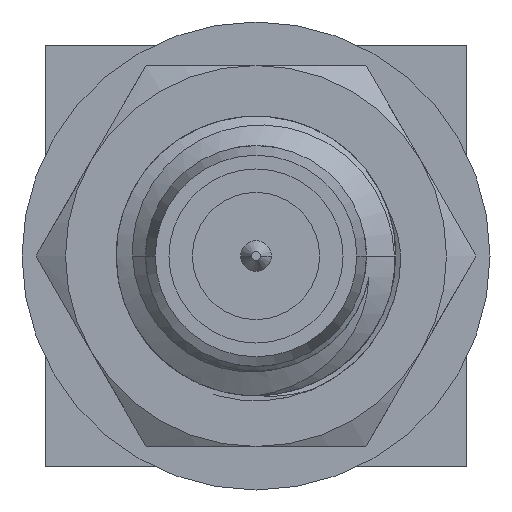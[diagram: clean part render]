
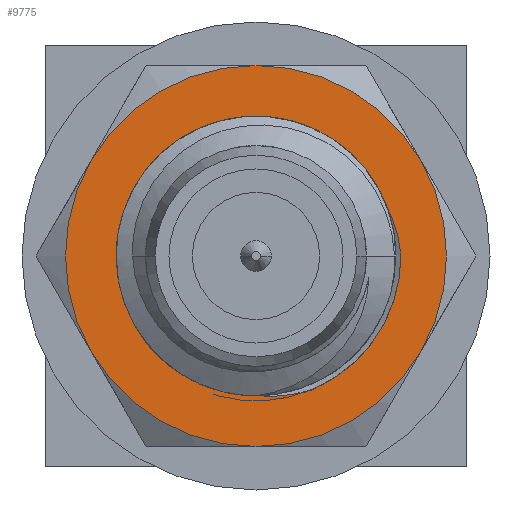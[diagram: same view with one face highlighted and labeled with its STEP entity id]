
A CAD part, left-side view. The second image highlights one B-rep face of the part: STEP entity #9775.
In plain terms, the highlighted planar face has unit normal (-1, 0, 0).
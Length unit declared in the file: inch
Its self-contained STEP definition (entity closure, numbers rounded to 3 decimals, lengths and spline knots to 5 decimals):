
#1991=CARTESIAN_POINT('',(0.43228,0.07772,
-0.04874));
#1992=CARTESIAN_POINT('',(0.43228,0.07866,
-0.04686));
#1993=CARTESIAN_POINT('',(0.43228,0.08041,
-0.04306));
#1994=CARTESIAN_POINT('',(0.43228,0.08264,
-0.03719));
#1995=CARTESIAN_POINT('',(0.43228,0.08384,
-0.03322));
#1996=CARTESIAN_POINT('',(0.43228,0.08437,
-0.03122));
#2317=CARTESIAN_POINT('',(0.43228,0.,0.));
#2318=DIRECTION('',(-1.,0.,0.));
#2319=DIRECTION('',(0.,-0.866,0.5));
#2320=AXIS2_PLACEMENT_3D('',#2317,#2318,#2319);
#2322=CARTESIAN_POINT('',(0.43228,0.,0.));
#2323=DIRECTION('',(-1.,0.,0.));
#2324=DIRECTION('',(0.,-0.866,-0.5));
#2325=AXIS2_PLACEMENT_3D('',#2322,#2323,#2324);
#2327=CARTESIAN_POINT('',(0.43228,0.,0.));
#2328=DIRECTION('',(-1.,0.,0.));
#2329=DIRECTION('',(0.,0.,-1.));
#2330=AXIS2_PLACEMENT_3D('',#2327,#2328,#2329);
#2332=CARTESIAN_POINT('',(0.43228,0.,0.));
#2333=DIRECTION('',(-1.,0.,0.));
#2334=DIRECTION('',(0.,0.866,-0.5));
#2335=AXIS2_PLACEMENT_3D('',#2332,#2333,#2334);
#2337=CARTESIAN_POINT('',(0.43228,0.,0.));
#2338=DIRECTION('',(-1.,0.,0.));
#2339=DIRECTION('',(0.,0.866,0.5));
#2340=AXIS2_PLACEMENT_3D('',#2337,#2338,#2339);
#2342=CARTESIAN_POINT('',(0.43228,0.,0.));
#2343=DIRECTION('',(-1.,0.,0.));
#2344=DIRECTION('',(0.,0.,1.));
#2345=AXIS2_PLACEMENT_3D('',#2342,#2343,#2344);
#2347=CARTESIAN_POINT('',(0.43228,-0.03615,
-0.08794));
#2348=CARTESIAN_POINT('',(0.43228,-0.0332,
-0.08885));
#2349=CARTESIAN_POINT('',(0.43228,-0.02726,
-0.09037));
#2350=CARTESIAN_POINT('',(0.43228,-0.01822,
-0.09177));
#2351=CARTESIAN_POINT('',(0.43228,-0.00913,
-0.09227));
#2352=CARTESIAN_POINT('',(0.43228,-0.00313,
-0.09201));
#2353=CARTESIAN_POINT('',(0.43228,-0.00014,
-0.09173));
#2355=CARTESIAN_POINT('',(0.43228,-0.09508,
0.00063));
#2356=CARTESIAN_POINT('',(0.43228,-0.0951,
-0.00252));
#2357=CARTESIAN_POINT('',(0.43228,-0.09483,
-0.00878));
#2358=CARTESIAN_POINT('',(0.43228,-0.0935,
-0.01811));
#2359=CARTESIAN_POINT('',(0.43228,-0.09125,
-0.02725));
#2360=CARTESIAN_POINT('',(0.43228,-0.08811,
-0.03614));
#2361=CARTESIAN_POINT('',(0.43228,-0.08411,
-0.04467));
#2362=CARTESIAN_POINT('',(0.43228,-0.07929,
-0.05275));
#2363=CARTESIAN_POINT('',(0.43228,-0.07369,
-0.06033));
#2364=CARTESIAN_POINT('',(0.43228,-0.06737,
-0.06731));
#2365=CARTESIAN_POINT('',(0.43228,-0.06039,
-0.07364));
#2366=CARTESIAN_POINT('',(0.43228,-0.05282,
-0.07924));
#2367=CARTESIAN_POINT('',(0.43228,-0.04473,
-0.08408));
#2368=CARTESIAN_POINT('',(0.43228,-0.03906,
-0.08674));
#2369=CARTESIAN_POINT('',(0.43228,-0.03615,
-0.08794));
#2371=CARTESIAN_POINT('',(0.43228,-0.07421,
0.05085));
#2372=CARTESIAN_POINT('',(0.43228,-0.07614,
0.04854));
#2373=CARTESIAN_POINT('',(0.43228,-0.07977,
0.04373));
#2374=CARTESIAN_POINT('',(0.43228,-0.0845,
0.03593));
#2375=CARTESIAN_POINT('',(0.43228,-0.08846,
0.02765));
#2376=CARTESIAN_POINT('',(0.43228,-0.09159,
0.01895));
#2377=CARTESIAN_POINT('',(0.43228,-0.09386,
0.00992));
#2378=CARTESIAN_POINT('',(0.43228,-0.09477,
0.00375));
#2379=CARTESIAN_POINT('',(0.43228,-0.09508,
0.00063));
#4097=CARTESIAN_POINT('',(0.43228,0.,0.));
#4098=DIRECTION('',(1.,0.,0.));
#4099=DIRECTION('',(0.,-0.002,-1.));
#4100=AXIS2_PLACEMENT_3D('',#4097,#4098,#4099);
#4458=CARTESIAN_POINT('',(0.43228,0.,0.));
#4459=DIRECTION('',(1.,0.,0.));
#4460=DIRECTION('',(0.,0.938,-0.347));
#4461=AXIS2_PLACEMENT_3D('',#4458,#4459,#4460);
#6921=CARTESIAN_POINT('',(0.43228,-0.10825,
0.0625));
#6922=CARTESIAN_POINT('',(0.43228,0.,0.125));
#6923=VERTEX_POINT('',#6921);
#6924=VERTEX_POINT('',#6922);
#6925=CARTESIAN_POINT('',(0.43228,-0.10825,
-0.0625));
#6926=VERTEX_POINT('',#6925);
#6927=CARTESIAN_POINT('',(0.43228,0.,-0.125));
#6928=VERTEX_POINT('',#6927);
#6929=CARTESIAN_POINT('',(0.43228,0.10825,
-0.0625));
#6930=VERTEX_POINT('',#6929);
#6931=CARTESIAN_POINT('',(0.43228,0.10825,
0.0625));
#6932=VERTEX_POINT('',#6931);
#6955=VERTEX_POINT('',#2371);
#6956=VERTEX_POINT('',#2379);
#6957=VERTEX_POINT('',#2369);
#6969=CARTESIAN_POINT('',(0.43228,-0.00014,
-0.09173));
#6970=CARTESIAN_POINT('',(0.43228,0.07772,
-0.04874));
#6971=VERTEX_POINT('',#6969);
#6972=VERTEX_POINT('',#6970);
#6978=VERTEX_POINT('',#1996);
#9743=CARTESIAN_POINT('',(0.43228,0.,0.));
#9744=DIRECTION('',(1.,0.,0.));
#9745=DIRECTION('',(0.,0.,1.));
#9746=AXIS2_PLACEMENT_3D('',#9743,#9744,#9745);
#9747=PLANE('',#9746);
#9749=ORIENTED_EDGE('',*,*,#9748,.F.);
#9751=ORIENTED_EDGE('',*,*,#9750,.F.);
#9753=ORIENTED_EDGE('',*,*,#9752,.F.);
#9755=ORIENTED_EDGE('',*,*,#9754,.F.);
#9757=ORIENTED_EDGE('',*,*,#9756,.F.);
#9759=ORIENTED_EDGE('',*,*,#9758,.F.);
#9760=EDGE_LOOP('',(#9749,#9751,#9753,#9755,#9757,#9759));
#9761=FACE_OUTER_BOUND('',#9760,.F.);
#9763=ORIENTED_EDGE('',*,*,#9762,.F.);
#9765=ORIENTED_EDGE('',*,*,#9764,.F.);
#9767=ORIENTED_EDGE('',*,*,#9766,.F.);
#9769=ORIENTED_EDGE('',*,*,#9768,.F.);
#9771=ORIENTED_EDGE('',*,*,#9770,.F.);
#9772=ORIENTED_EDGE('',*,*,#9717,.F.);
#9773=EDGE_LOOP('',(#9763,#9765,#9767,#9769,#9771,#9772));
#9774=FACE_BOUND('',#9773,.F.);
#9775=ADVANCED_FACE('',(#9761,#9774),#9747,.F.);
#1997=B_SPLINE_CURVE_WITH_KNOTS('',3,(#1991,#1992,#1993,#1994,#1995,#1996),
.UNSPECIFIED.,.F.,.F.,(4,1,1,4),(0.,0.33333,0.66667,1.),
.UNSPECIFIED.);
#2321=CIRCLE('',#2320,0.125);
#2326=CIRCLE('',#2325,0.125);
#2331=CIRCLE('',#2330,0.125);
#2336=CIRCLE('',#2335,0.125);
#2341=CIRCLE('',#2340,0.125);
#2346=CIRCLE('',#2345,0.125);
#2354=B_SPLINE_CURVE_WITH_KNOTS('',3,(#2347,#2348,#2349,#2350,#2351,#2352,
#2353),.UNSPECIFIED.,.F.,.F.,(4,1,1,1,4),(0.,0.25,0.5,0.75,1.),
.UNSPECIFIED.);
#2370=B_SPLINE_CURVE_WITH_KNOTS('',3,(#2355,#2356,#2357,#2358,#2359,#2360,#2361,
#2362,#2363,#2364,#2365,#2366,#2367,#2368,#2369),.UNSPECIFIED.,.F.,.F.,(4,1,1,1,
1,1,1,1,1,1,1,1,4),(0.,0.08333,0.16667,0.25,
0.33333,0.41667,0.5,0.58333,0.66667,
0.75,0.83333,0.91667,1.),.UNSPECIFIED.);
#2380=B_SPLINE_CURVE_WITH_KNOTS('',3,(#2371,#2372,#2373,#2374,#2375,#2376,#2377,
#2378,#2379),.UNSPECIFIED.,.F.,.F.,(4,1,1,1,1,1,4),(0.,0.16667,
0.33333,0.5,0.66667,0.83333,1.),
.UNSPECIFIED.);
#4101=CIRCLE('',#4100,0.09173);
#4462=CIRCLE('',#4461,0.08996);
#9717=EDGE_CURVE('',#6972,#6978,#1997,.T.);
#9748=EDGE_CURVE('',#6923,#6924,#2321,.T.);
#9750=EDGE_CURVE('',#6926,#6923,#2326,.T.);
#9752=EDGE_CURVE('',#6928,#6926,#2331,.T.);
#9754=EDGE_CURVE('',#6930,#6928,#2336,.T.);
#9756=EDGE_CURVE('',#6932,#6930,#2341,.T.);
#9758=EDGE_CURVE('',#6924,#6932,#2346,.T.);
#9762=EDGE_CURVE('',#6971,#6972,#4101,.T.);
#9764=EDGE_CURVE('',#6957,#6971,#2354,.T.);
#9766=EDGE_CURVE('',#6956,#6957,#2370,.T.);
#9768=EDGE_CURVE('',#6955,#6956,#2380,.T.);
#9770=EDGE_CURVE('',#6978,#6955,#4462,.T.);
